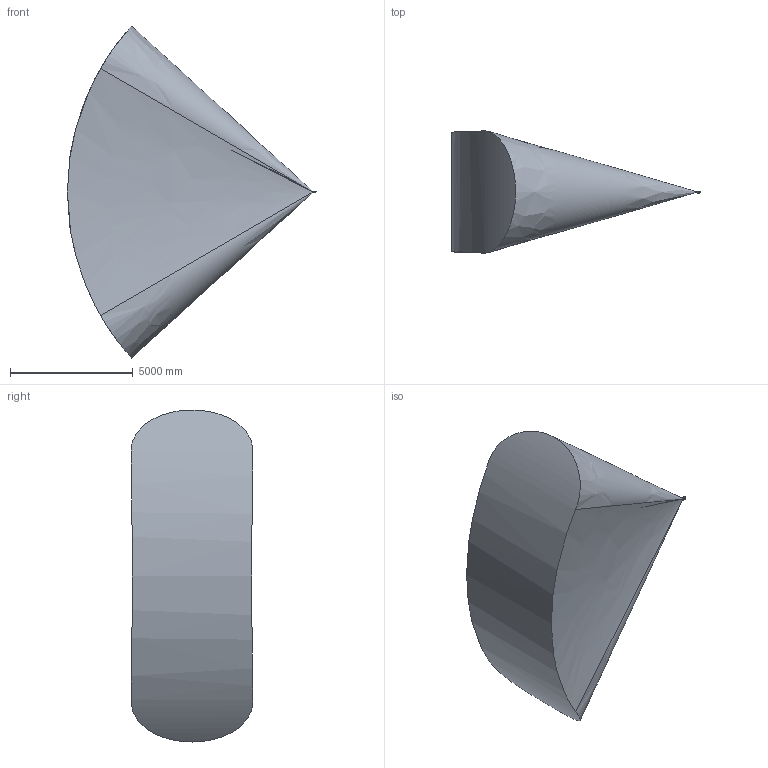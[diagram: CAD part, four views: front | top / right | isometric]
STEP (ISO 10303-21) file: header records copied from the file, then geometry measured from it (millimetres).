
FILE_DESCRIPTION((''),'2;1');
FILE_NAME('HORIZON_OUT_MODEL_ASM_8_ASM','2020-01-03T',('oscar.lv'),(''),'CREO PARAMETRIC BY PTC INC, 2015200','CREO PARAMETRIC BY PTC INC, 2015200','');
FILE_SCHEMA(('CONFIG_CONTROL_DESIGN'));
Products named in the file (25): YC_WJ_ZZ003972_68; YC_WJ_ZZ003974_79; YC_WJ_ZZ003978_7; YC_WJ_ZZ003976_2; YC_QT_BL000034_25; YC_JD_JD000348_9; LINE4A1_ASM_9_ASM_3; DD261LINE_ASM_2_ASM; LINE_VT_ASM_2_ASM; 0225521221_1_2; DD261_PLUG_6_6; DD261_PLUG_7_ASM_3_ASM; DD261_PLUG_VT1_ASM_4_ASM; YC_WJ_ZZ004043_1; YC_XC_DD000261_ASM_8_ASM; YC_WJ_LL000431_17; YC_WJ_L00410_1; YC_WJ_LL000294_01_1; YC_WJ_L00028_1; YC_WJ_LL000308_1; 4040_AFB0412VHA_1; YC_WJ_LL000202_01_1; YC_WJ_L00157_02_3; VT_FOV_1_20; HORIZON_OUT_MODEL_ASM_8_ASM
Assembly tree (58 placements, depth 5):
  HORIZON_OUT_MODEL_ASM_8_ASM
    YC_WJ_ZZ003972_68
    YC_WJ_ZZ003974_79
    YC_WJ_ZZ003978_7
    YC_WJ_ZZ003976_2
    YC_QT_BL000034_25
    YC_JD_JD000348_9
    YC_XC_DD000261_ASM_8_ASM
      LINE_VT_ASM_2_ASM
        DD261LINE_ASM_2_ASM
          LINE4A1_ASM_9_ASM_3
      DD261_PLUG_VT1_ASM_4_ASM
        DD261_PLUG_7_ASM_3_ASM
          0225521221_1_2
          DD261_PLUG_6_6
      YC_WJ_ZZ004043_1
    YC_WJ_LL000431_17  x19
    YC_WJ_L00410_1  x6
    YC_WJ_LL000294_01_1  x2
    YC_WJ_L00028_1  x4
    YC_WJ_LL000308_1  x4
    4040_AFB0412VHA_1
    YC_WJ_LL000202_01_1  x4
    YC_WJ_L00157_02_3  x2
    VT_FOV_1_20
Bounding box: 10145.4 x 4964.72 x 13519.27 mm (x, y, z)
Volume: 229319957449.3 mm3; surface area: 251567263.2 mm2
Topology: 52 solids, 128 shells, 3810 faces, 10086 edges, 6578 vertices
Faces by surface type: plane 2010, cylinder 1084, cone 406, torus 192, bspline 96, sphere 16, extrusion 6
Entity records: 112309 total; most frequent: CARTESIAN_POINT 26461, DIRECTION 15560, ORIENTED_EDGE 15024, EDGE_CURVE 7600, AXIS2_PLACEMENT_3D 5357, VERTEX_POINT 4976, VECTOR 4846, LINE 4840
